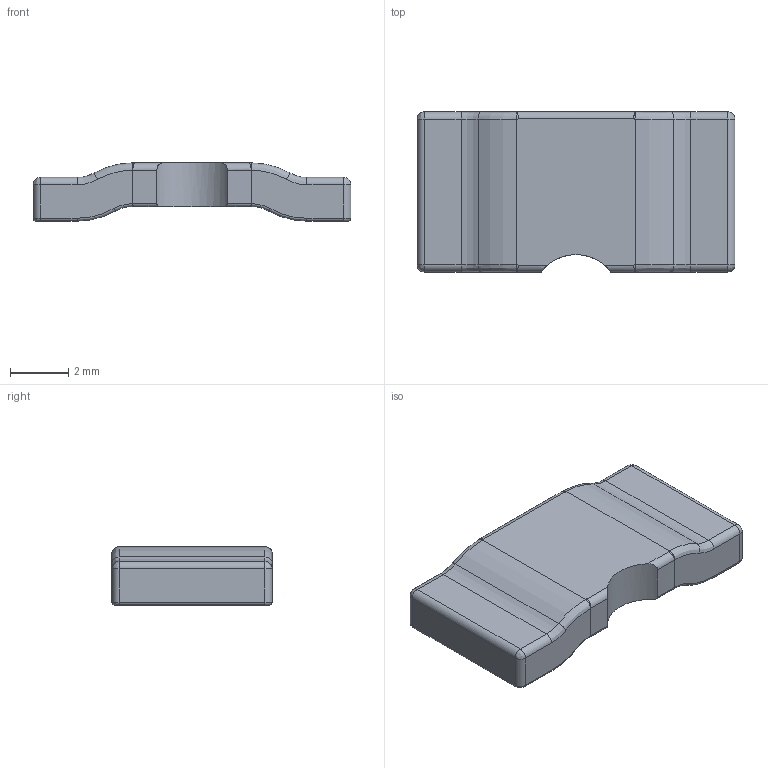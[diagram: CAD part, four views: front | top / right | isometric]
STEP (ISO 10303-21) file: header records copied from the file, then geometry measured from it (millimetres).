
FILE_DESCRIPTION(('FreeCAD Model'),'2;1');
FILE_NAME('User Library-LRMAP3920.step', '2017-03-07T14:09:06',('kicad StepUp'),('ksu MCAD'), 'Open CASCADE STEP processor 6.8','FreeCAD','Unknown');
FILE_SCHEMA(('AUTOMOTIVE_DESIGN_CC2 { 1 2 10303 214 -1 1 5 4 }'));
Length unit declared in the file: millimetre
Products named in the file (2): ASSEMBLY; User_Library-LRMAP3920
Assembly tree (1 placements, depth 2):
  ASSEMBLY
    User_Library-LRMAP3920
Bounding box: 10.92 x 5.52 x 2 mm (x, y, z)
Volume: 89.5 mm3; surface area: 165.1 mm2
Topology: 1 solids, 1 shells, 90 faces, 198 edges, 101 vertices
Faces by surface type: cylinder 39, bspline 36, plane 15
Entity records: 3831 total; most frequent: CARTESIAN_POINT 1497, ORIENTED_EDGE 378, DIRECTION 316, EDGE_CURVE 189, AXIS2_PLACEMENT_3D 123, VERTEX_POINT 101, ADVANCED_FACE 90, FACE_BOUND 90
